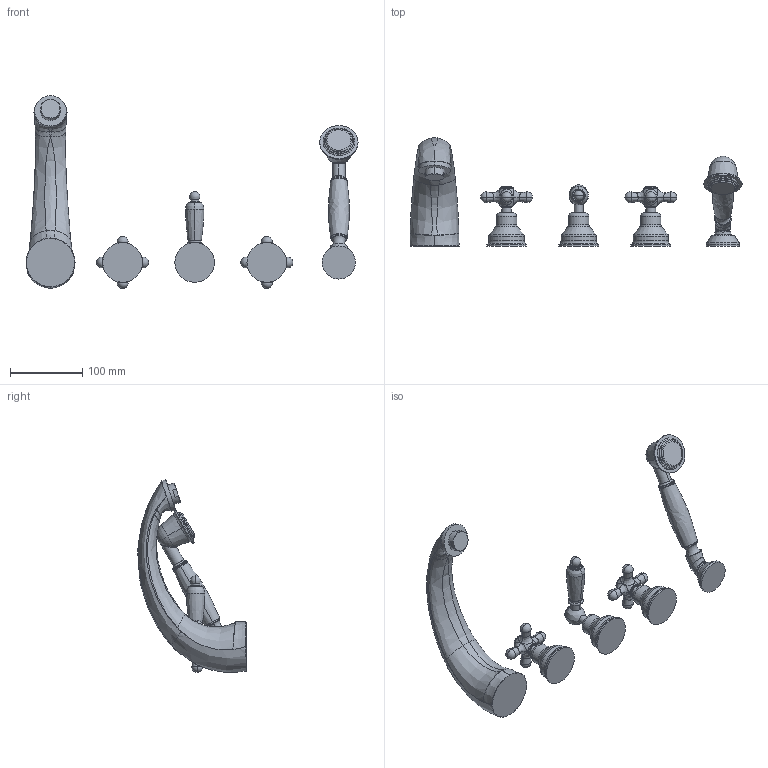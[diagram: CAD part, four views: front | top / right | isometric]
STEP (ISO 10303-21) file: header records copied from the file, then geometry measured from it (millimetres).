
FILE_DESCRIPTION((''),'2;1');
FILE_NAME('IRV044CR','2021-11-10T17:03:43',('ut3'),('PAFFONI SpA'),'CREO PARAMETRIC BY PTC INC, 2020044','CREO PARAMETRIC BY PTC INC, 2020044','');
FILE_SCHEMA(('CONFIG_CONTROL_DESIGN','SHAPE_APPEARANCE_LAYERS_GROUPS'));
Length unit declared in the file: millimetre
Products named in the file (1): IRV044CR
Bounding box: 460.5 x 150.69 x 267.46 mm (x, y, z)
Volume: 951011.1 mm3; surface area: 132988 mm2
Topology: 5 solids, 6 shells, 354 faces, 770 edges, 424 vertices
Faces by surface type: bspline 108, torus 74, cylinder 64, cone 43, plane 42, sphere 23
Entity records: 20648 total; most frequent: CARTESIAN_POINT 10674, ORIENTED_EDGE 1488, DIRECTION 1459, EDGE_CURVE 744, AXIS2_PLACEMENT_3D 662, FILL_AREA_STYLE_COLOUR 426, FILL_AREA_STYLE 426, SURFACE_STYLE_FILL_AREA 426
